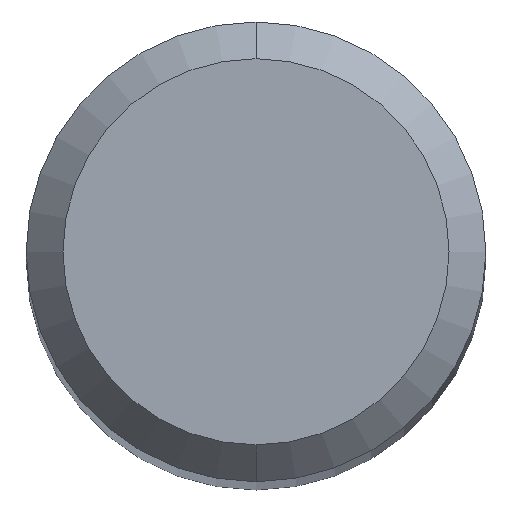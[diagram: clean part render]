
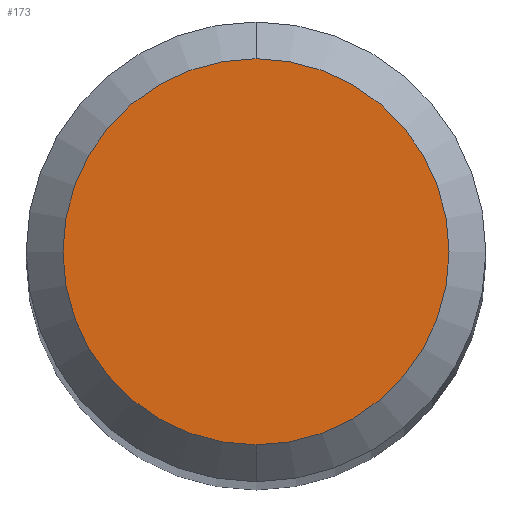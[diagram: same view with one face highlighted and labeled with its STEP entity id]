
A CAD part, top view. The second image highlights one B-rep face of the part: STEP entity #173.
In plain terms, the highlighted planar face has unit normal (0, 0, 1).
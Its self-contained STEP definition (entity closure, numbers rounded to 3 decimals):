
#153=EDGE_CURVE('',#197,#251,#372,.T.);
#173=ADVANCED_FACE('',(#394),#395,.T.);
#197=VERTEX_POINT('',#422);
#251=VERTEX_POINT('',#481);
#315=EDGE_CURVE('',#251,#197,#554,.T.);
#372=CIRCLE('',#611,1.05);
#394=FACE_OUTER_BOUND('',#637,.T.);
#395=PLANE('',#638);
#422=CARTESIAN_POINT('',(0.0,1.05,0.0));
#481=CARTESIAN_POINT('',(0.,-1.05,0.0));
#554=CIRCLE('',#848,1.05);
#611=AXIS2_PLACEMENT_3D('',#905,#906,#907);
#637=EDGE_LOOP('',(#937,#938));
#638=AXIS2_PLACEMENT_3D('',#939,#940,#941);
#848=AXIS2_PLACEMENT_3D('',#1130,#1131,#1132);
#905=CARTESIAN_POINT('',(0.0,0.0,0.0));
#906=DIRECTION('',(0.0,0.0,-1.0));
#907=DIRECTION('',(0.0,1.0,0.0));
#937=ORIENTED_EDGE('',*,*,#153,.F.);
#938=ORIENTED_EDGE('',*,*,#315,.F.);
#939=CARTESIAN_POINT('',(0.0,0.525,0.0));
#940=DIRECTION('',(-0.0,0.0,1.0));
#941=DIRECTION('',(0.0,-1.0,0.0));
#1130=CARTESIAN_POINT('',(0.0,0.0,0.0));
#1131=DIRECTION('',(0.0,0.0,-1.0));
#1132=DIRECTION('',(0.0,1.0,0.0));
